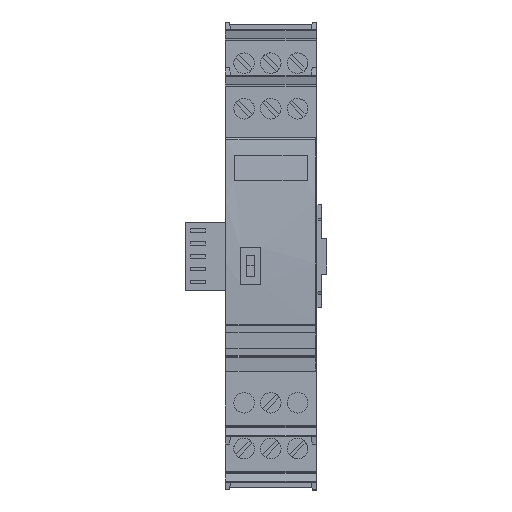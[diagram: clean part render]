
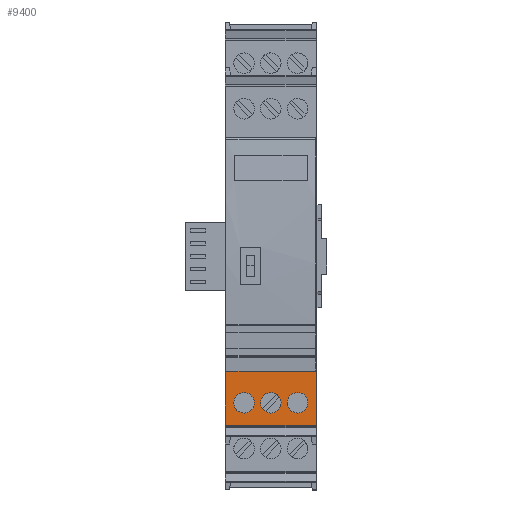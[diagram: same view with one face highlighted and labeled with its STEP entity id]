
A CAD part, top view. The second image highlights one B-rep face of the part: STEP entity #9400.
In plain terms, the highlighted face is planar.
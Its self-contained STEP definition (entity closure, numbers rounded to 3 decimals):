
#7370=CARTESIAN_POINT('',(134.553,68.574,
9.123));
#7380=VERTEX_POINT('',#7370);
#7410=CARTESIAN_POINT('',(200.254,68.574,
9.123));
#7420=DIRECTION('',(-1.,0.,0.));
#7430=VECTOR('',#7420,1.);
#7440=LINE('',#7410,#7430);
#7450=CARTESIAN_POINT('',(145.053,68.574,
9.123));
#7460=VERTEX_POINT('',#7450);
#7470=EDGE_CURVE('',#7460,#7380,#7440,.T.);
#8240=CARTESIAN_POINT('',(145.053,68.574,
23.475));
#8250=DIRECTION('',(0.,0.,1.));
#8260=VECTOR('',#8250,1.);
#8270=LINE('',#8240,#8260);
#8280=CARTESIAN_POINT('',(145.053,68.574,
-8.577));
#8290=VERTEX_POINT('',#8280);
#8300=CARTESIAN_POINT('',(145.053,68.574,
-8.477));
#8310=VERTEX_POINT('',#8300);
#8320=EDGE_CURVE('',#8290,#8310,#8270,.T.);
#8500=CARTESIAN_POINT('',(134.935,68.574,
-8.577));
#8510=DIRECTION('',(0.,1.,0.));
#8520=DIRECTION('',(-1.,0.,0.));
#8530=AXIS2_PLACEMENT_3D('',#8500,#8510,#8520);
#8540=PLANE('',#8530);
#8550=CARTESIAN_POINT('',(138.953,68.574,
5.473));
#8560=DIRECTION('',(0.,-1.,0.));
#8570=DIRECTION('',(1.,0.,0.));
#8580=AXIS2_PLACEMENT_3D('',#8550,#8560,#8570);
#8590=CIRCLE('',#8580,2.);
#8600=CARTESIAN_POINT('',(140.953,68.574,
5.473));
#8610=VERTEX_POINT('',#8600);
#8620=CARTESIAN_POINT('',(136.953,68.574,
5.473));
#8630=VERTEX_POINT('',#8620);
#8640=EDGE_CURVE('',#8610,#8630,#8590,.T.);
#8650=ORIENTED_EDGE('',*,*,#8640,.T.);
#8660=CARTESIAN_POINT('',(137.308,68.574,
4.335));
#8670=VERTEX_POINT('',#8660);
#8680=EDGE_CURVE('',#8670,#8610,#8590,.T.);
#8690=ORIENTED_EDGE('',*,*,#8680,.T.);
#8700=EDGE_CURVE('',#8630,#8670,#8590,.T.);
#8710=ORIENTED_EDGE('',*,*,#8700,.T.);
#8720=EDGE_LOOP('',(#8710,#8690,#8650));
#8730=FACE_BOUND('',#8720,.T.);
#8740=CARTESIAN_POINT('',(138.953,68.574,
0.273));
#8750=DIRECTION('',(0.,-1.,0.));
#8760=DIRECTION('',(1.,0.,0.));
#8770=AXIS2_PLACEMENT_3D('',#8740,#8750,#8760);
#8780=CIRCLE('',#8770,2.);
#8790=CARTESIAN_POINT('',(140.953,68.574,
0.273));
#8800=VERTEX_POINT('',#8790);
#8810=CARTESIAN_POINT('',(136.953,68.574,
0.273));
#8820=VERTEX_POINT('',#8810);
#8830=EDGE_CURVE('',#8800,#8820,#8780,.T.);
#8840=ORIENTED_EDGE('',*,*,#8830,.T.);
#8850=CARTESIAN_POINT('',(137.801,68.574,
-1.362));
#8860=VERTEX_POINT('',#8850);
#8870=EDGE_CURVE('',#8860,#8800,#8780,.T.);
#8880=ORIENTED_EDGE('',*,*,#8870,.T.);
#8890=EDGE_CURVE('',#8820,#8860,#8780,.T.);
#8900=ORIENTED_EDGE('',*,*,#8890,.T.);
#8910=EDGE_LOOP('',(#8900,#8880,#8840));
#8920=FACE_BOUND('',#8910,.T.);
#8930=CARTESIAN_POINT('',(138.953,68.574,
-4.927));
#8940=DIRECTION('',(0.,-1.,0.));
#8950=DIRECTION('',(1.,0.,0.));
#8960=AXIS2_PLACEMENT_3D('',#8930,#8940,#8950);
#8970=CIRCLE('',#8960,2.);
#8980=CARTESIAN_POINT('',(140.953,68.574,
-4.927));
#8990=VERTEX_POINT('',#8980);
#9000=CARTESIAN_POINT('',(136.953,68.574,
-4.927));
#9010=VERTEX_POINT('',#9000);
#9020=EDGE_CURVE('',#8990,#9010,#8970,.T.);
#9030=ORIENTED_EDGE('',*,*,#9020,.T.);
#9040=CARTESIAN_POINT('',(137.308,68.574,
-6.065));
#9050=VERTEX_POINT('',#9040);
#9060=EDGE_CURVE('',#9050,#8990,#8970,.T.);
#9070=ORIENTED_EDGE('',*,*,#9060,.T.);
#9080=EDGE_CURVE('',#9010,#9050,#8970,.T.);
#9090=ORIENTED_EDGE('',*,*,#9080,.T.);
#9100=EDGE_LOOP('',(#9090,#9070,#9030));
#9110=FACE_BOUND('',#9100,.T.);
#9120=ORIENTED_EDGE('',*,*,#7470,.F.);
#9130=CARTESIAN_POINT('',(134.553,68.574,
9.123));
#9140=DIRECTION('',(0.,0.,-1.));
#9150=VECTOR('',#9140,1.);
#9160=LINE('',#9130,#9150);
#9170=CARTESIAN_POINT('',(134.553,68.574,
-8.577));
#9180=VERTEX_POINT('',#9170);
#9190=EDGE_CURVE('',#7380,#9180,#9160,.T.);
#9200=ORIENTED_EDGE('',*,*,#9190,.F.);
#9210=CARTESIAN_POINT('',(200.254,68.574,
-8.577));
#9220=DIRECTION('',(-1.,0.,0.));
#9230=VECTOR('',#9220,1.);
#9240=LINE('',#9210,#9230);
#9250=EDGE_CURVE('',#8290,#9180,#9240,.T.);
#9260=ORIENTED_EDGE('',*,*,#9250,.T.);
#9270=ORIENTED_EDGE('',*,*,#8320,.F.);
#9280=CARTESIAN_POINT('',(145.053,68.574,
23.475));
#9290=DIRECTION('',(0.,0.,1.));
#9300=VECTOR('',#9290,1.);
#9310=LINE('',#9280,#9300);
#9320=CARTESIAN_POINT('',(145.053,68.574,
9.023));
#9330=VERTEX_POINT('',#9320);
#9340=EDGE_CURVE('',#8310,#9330,#9310,.T.);
#9350=ORIENTED_EDGE('',*,*,#9340,.F.);
#9360=EDGE_CURVE('',#9330,#7460,#8270,.T.);
#9370=ORIENTED_EDGE('',*,*,#9360,.F.);
#9380=EDGE_LOOP('',(#9370,#9350,#9270,#9260,#9200,#9120));
#9390=FACE_OUTER_BOUND('',#9380,.T.);
#9400=ADVANCED_FACE('',(#8730,#8920,#9110,#9390),#8540,.T.);
